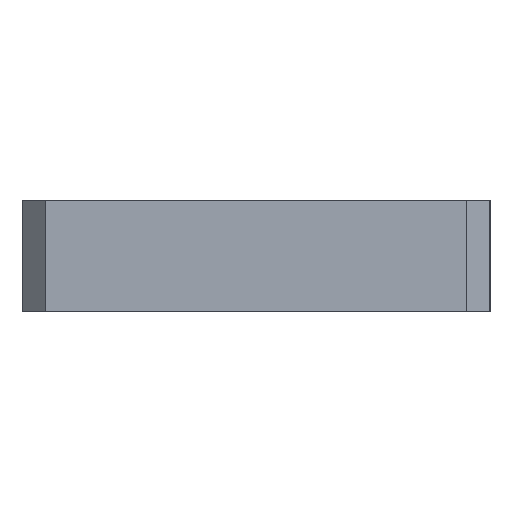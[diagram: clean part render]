
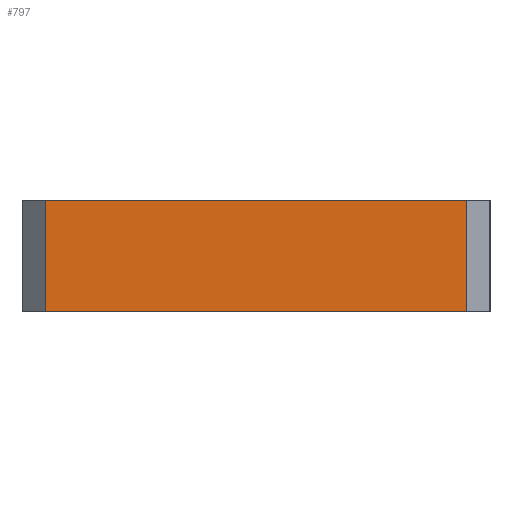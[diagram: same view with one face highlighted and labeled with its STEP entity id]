
A CAD part, left-side view. The second image highlights one B-rep face of the part: STEP entity #797.
In plain terms, the highlighted planar face has unit normal (-1, 0, 0).
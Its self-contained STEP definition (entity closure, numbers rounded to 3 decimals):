
#122=FACE_OUTER_BOUND('',#164,.T.);
#164=EDGE_LOOP('',(#580,#581,#582,#583));
#216=LINE('',#1210,#293);
#228=LINE('',#1251,#305);
#230=LINE('',#1255,#307);
#231=LINE('',#1256,#308);
#293=VECTOR('',#953,10.);
#305=VECTOR('',#985,10.);
#307=VECTOR('',#989,10.);
#308=VECTOR('',#990,36.);
#364=VERTEX_POINT('',#1196);
#370=VERTEX_POINT('',#1208);
#389=VERTEX_POINT('',#1250);
#390=VERTEX_POINT('',#1254);
#444=EDGE_CURVE('',#364,#370,#216,.T.);
#464=EDGE_CURVE('',#364,#389,#228,.T.);
#466=EDGE_CURVE('',#390,#370,#230,.T.);
#467=EDGE_CURVE('',#390,#389,#231,.T.);
#580=ORIENTED_EDGE('',*,*,#444,.T.);
#581=ORIENTED_EDGE('',*,*,#466,.F.);
#582=ORIENTED_EDGE('',*,*,#467,.T.);
#583=ORIENTED_EDGE('',*,*,#464,.F.);
#773=PLANE('',#867);
#797=ADVANCED_FACE('',(#122),#773,.T.);
#867=AXIS2_PLACEMENT_3D('',#1253,#987,#988);
#953=DIRECTION('',(0.,1.,0.));
#985=DIRECTION('',(0.,0.,-1.));
#987=DIRECTION('center_axis',(-1.,0.,0.));
#988=DIRECTION('ref_axis',(0.,0.,1.));
#989=DIRECTION('',(0.,0.,1.));
#990=DIRECTION('',(0.,-1.,0.));
#1196=CARTESIAN_POINT('',(-90.,-18.,9.5));
#1208=CARTESIAN_POINT('',(-90.,18.,9.5));
#1210=CARTESIAN_POINT('',(-90.,10.,9.5));
#1250=CARTESIAN_POINT('',(-90.,-18.,0.));
#1251=CARTESIAN_POINT('',(-90.,-18.,10.));
#1253=CARTESIAN_POINT('Origin',(-90.,20.,0.));
#1254=CARTESIAN_POINT('',(-90.,18.,0.));
#1255=CARTESIAN_POINT('',(-90.,18.,0.));
#1256=CARTESIAN_POINT('',(-90.,18.,0.));
